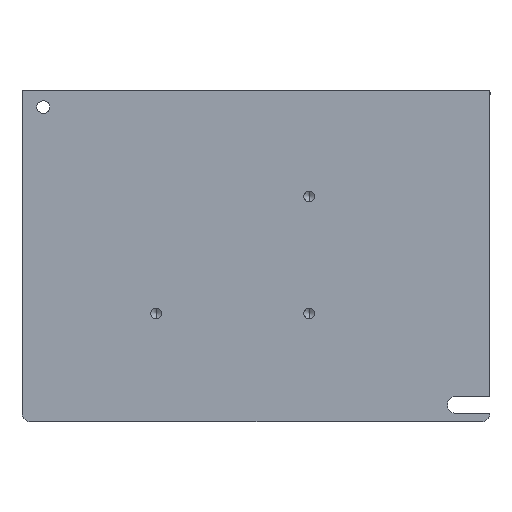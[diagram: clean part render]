
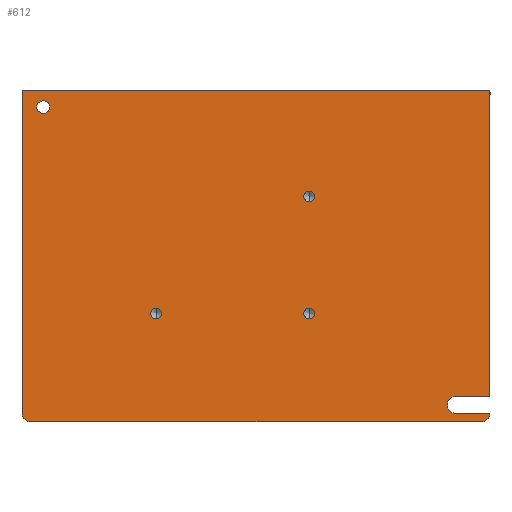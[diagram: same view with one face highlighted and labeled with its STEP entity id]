
A CAD part, front view. The second image highlights one B-rep face of the part: STEP entity #612.
In plain terms, the highlighted planar face has unit normal (0, -1, 0).
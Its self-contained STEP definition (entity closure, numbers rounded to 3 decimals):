
#2 = LINE ( 'NONE', #1351, #228 ) ;
#6 = CARTESIAN_POINT ( 'NONE',  ( 0., 0., 0. ) ) ;
#14 = ORIENTED_EDGE ( 'NONE', *, *, #514, .F. ) ;
#28 = CIRCLE ( 'NONE', #1305, 1.25 ) ;
#55 = CARTESIAN_POINT ( 'NONE',  ( 67.5, 0., -53.75 ) ) ;
#59 = CARTESIAN_POINT ( 'NONE',  ( 31.5, 0., -51.25 ) ) ;
#65 = DIRECTION ( 'NONE',  ( 0., 0., -1. ) ) ;
#66 = EDGE_CURVE ( 'NONE', #810, #234, #768, .T. ) ;
#78 = VERTEX_POINT ( 'NONE', #282 ) ;
#89 = VERTEX_POINT ( 'NONE', #530 ) ;
#119 = CIRCLE ( 'NONE', #160, 1.25 ) ;
#131 = DIRECTION ( 'NONE',  ( 0., -1., 0. ) ) ;
#135 = CARTESIAN_POINT ( 'NONE',  ( 108., 0., -76. ) ) ;
#137 = EDGE_CURVE ( 'NONE', #1099, #267, #184, .T. ) ;
#142 = VECTOR ( 'NONE', #969, 1000. ) ;
#143 = VECTOR ( 'NONE', #534, 1000. ) ;
#157 = FACE_BOUND ( 'NONE', #790, .T. ) ;
#160 = AXIS2_PLACEMENT_3D ( 'NONE', #559, #1151, #1360 ) ;
#164 = EDGE_LOOP ( 'NONE', ( #476, #777 ) ) ;
#166 = ORIENTED_EDGE ( 'NONE', *, *, #910, .F. ) ;
#176 = CARTESIAN_POINT ( 'NONE',  ( 5., 0., -2.5 ) ) ;
#177 = CARTESIAN_POINT ( 'NONE',  ( 67.5, 0., -25. ) ) ;
#179 = EDGE_CURVE ( 'NONE', #576, #1043, #1012, .T. ) ;
#184 = LINE ( 'NONE', #309, #143 ) ;
#188 = EDGE_CURVE ( 'NONE', #267, #251, #1040, .T. ) ;
#190 = CARTESIAN_POINT ( 'NONE',  ( 0., 0., -76. ) ) ;
#213 = EDGE_CURVE ( 'NONE', #1428, #1240, #957, .T. ) ;
#228 = VECTOR ( 'NONE', #763, 1000. ) ;
#233 = AXIS2_PLACEMENT_3D ( 'NONE', #247, #131, #920 ) ;
#234 = VERTEX_POINT ( 'NONE', #683 ) ;
#235 = DIRECTION ( 'NONE',  ( 0., -1., 0. ) ) ;
#247 = CARTESIAN_POINT ( 'NONE',  ( 31.5, 0., -52.5 ) ) ;
#251 = VERTEX_POINT ( 'NONE', #557 ) ;
#258 = EDGE_CURVE ( 'NONE', #1120, #78, #1076, .T. ) ;
#267 = VERTEX_POINT ( 'NONE', #6 ) ;
#282 = CARTESIAN_POINT ( 'NONE',  ( 31.5, 0., -53.75 ) ) ;
#291 = DIRECTION ( 'NONE',  ( 0., 0., -1. ) ) ;
#305 = AXIS2_PLACEMENT_3D ( 'NONE', #307, #1117, #424 ) ;
#307 = CARTESIAN_POINT ( 'NONE',  ( 67.5, 0., -52.5 ) ) ;
#309 = CARTESIAN_POINT ( 'NONE',  ( 0., 0., 0. ) ) ;
#315 = DIRECTION ( 'NONE',  ( 0., -1., 0. ) ) ;
#329 = CIRCLE ( 'NONE', #919, 1.5 ) ;
#376 = AXIS2_PLACEMENT_3D ( 'NONE', #135, #235, #1382 ) ;
#378 = VECTOR ( 'NONE', #1397, 1000. ) ;
#385 = EDGE_CURVE ( 'NONE', #1428, #449, #974, .T. ) ;
#402 = CARTESIAN_POINT ( 'NONE',  ( 102., 0., -76. ) ) ;
#424 = DIRECTION ( 'NONE',  ( 0., 0., -1. ) ) ;
#440 = DIRECTION ( 'NONE',  ( 0., -1., 0. ) ) ;
#449 = VERTEX_POINT ( 'NONE', #1293 ) ;
#467 = AXIS2_PLACEMENT_3D ( 'NONE', #1124, #315, #1238 ) ;
#476 = ORIENTED_EDGE ( 'NONE', *, *, #179, .F. ) ;
#485 = FACE_OUTER_BOUND ( 'NONE', #884, .T. ) ;
#494 = CARTESIAN_POINT ( 'NONE',  ( 31.5, 0., -52.5 ) ) ;
#506 = VERTEX_POINT ( 'NONE', #176 ) ;
#512 = ORIENTED_EDGE ( 'NONE', *, *, #258, .F. ) ;
#514 = EDGE_CURVE ( 'NONE', #78, #1120, #28, .T. ) ;
#524 = CARTESIAN_POINT ( 'NONE',  ( 0., 0., 0. ) ) ;
#525 = VERTEX_POINT ( 'NONE', #1318 ) ;
#530 = CARTESIAN_POINT ( 'NONE',  ( 102., 0., -76. ) ) ;
#532 = VERTEX_POINT ( 'NONE', #1087 ) ;
#534 = DIRECTION ( 'NONE',  ( 0., 0., 1. ) ) ;
#545 = DIRECTION ( 'NONE',  ( 0., 0., -1. ) ) ;
#548 = ORIENTED_EDGE ( 'NONE', *, *, #137, .F. ) ;
#557 = CARTESIAN_POINT ( 'NONE',  ( 110., 0., 0. ) ) ;
#559 = CARTESIAN_POINT ( 'NONE',  ( 67.5, 0., -25. ) ) ;
#561 = CARTESIAN_POINT ( 'NONE',  ( 110., 0., -72. ) ) ;
#569 = EDGE_CURVE ( 'NONE', #89, #1240, #1437, .T. ) ;
#576 = VERTEX_POINT ( 'NONE', #55 ) ;
#586 = EDGE_LOOP ( 'NONE', ( #696, #984 ) ) ;
#601 = EDGE_CURVE ( 'NONE', #684, #532, #2, .T. ) ;
#604 = DIRECTION ( 'NONE',  ( 0., -1., 0. ) ) ;
#606 = CIRCLE ( 'NONE', #1221, 1.25 ) ;
#611 = ORIENTED_EDGE ( 'NONE', *, *, #385, .F. ) ;
#612 = ADVANCED_FACE ( 'NONE', ( #485, #1228, #728, #1037, #157 ), #995, .T. ) ;
#619 = DIRECTION ( 'NONE',  ( 0., 0., -1. ) ) ;
#624 = CARTESIAN_POINT ( 'NONE',  ( 108., 0., -78. ) ) ;
#626 = AXIS2_PLACEMENT_3D ( 'NONE', #1023, #440, #545 ) ;
#627 = CARTESIAN_POINT ( 'NONE',  ( 102., 0., -74. ) ) ;
#650 = CIRCLE ( 'NONE', #467, 1.5 ) ;
#651 = CIRCLE ( 'NONE', #1002, 2. ) ;
#661 = EDGE_CURVE ( 'NONE', #506, #525, #650, .T. ) ;
#665 = CARTESIAN_POINT ( 'NONE',  ( 67.5, 0., -26.25 ) ) ;
#673 = VECTOR ( 'NONE', #1338, 1000. ) ;
#683 = CARTESIAN_POINT ( 'NONE',  ( 67.5, 0., -23.75 ) ) ;
#684 = VERTEX_POINT ( 'NONE', #561 ) ;
#696 = ORIENTED_EDGE ( 'NONE', *, *, #66, .F. ) ;
#728 = FACE_BOUND ( 'NONE', #586, .T. ) ;
#755 = DIRECTION ( 'NONE',  ( 0., -1., 0. ) ) ;
#763 = DIRECTION ( 'NONE',  ( -1., 0., 0. ) ) ;
#768 = CIRCLE ( 'NONE', #1128, 1.25 ) ;
#777 = ORIENTED_EDGE ( 'NONE', *, *, #1127, .F. ) ;
#785 = CARTESIAN_POINT ( 'NONE',  ( 67.5, 0., -52.5 ) ) ;
#790 = EDGE_LOOP ( 'NONE', ( #14, #512 ) ) ;
#799 = CIRCLE ( 'NONE', #626, 2. ) ;
#810 = VERTEX_POINT ( 'NONE', #665 ) ;
#811 = EDGE_CURVE ( 'NONE', #1099, #449, #799, .T. ) ;
#830 = ORIENTED_EDGE ( 'NONE', *, *, #661, .F. ) ;
#835 = CARTESIAN_POINT ( 'NONE',  ( 0., 0., -78. ) ) ;
#842 = ORIENTED_EDGE ( 'NONE', *, *, #811, .T. ) ;
#871 = ORIENTED_EDGE ( 'NONE', *, *, #213, .T. ) ;
#884 = EDGE_LOOP ( 'NONE', ( #1430, #166, #1132, #548, #842, #611, #871, #1106, #940 ) ) ;
#895 = DIRECTION ( 'NONE',  ( 0., -1., 0. ) ) ;
#897 = CARTESIAN_POINT ( 'NONE',  ( 110., 0., -76. ) ) ;
#910 = EDGE_CURVE ( 'NONE', #251, #684, #934, .T. ) ;
#919 = AXIS2_PLACEMENT_3D ( 'NONE', #988, #998, #291 ) ;
#920 = DIRECTION ( 'NONE',  ( 0., 0., -1. ) ) ;
#934 = LINE ( 'NONE', #1189, #378 ) ;
#940 = ORIENTED_EDGE ( 'NONE', *, *, #1119, .F. ) ;
#955 = VECTOR ( 'NONE', #987, 1000. ) ;
#957 = CIRCLE ( 'NONE', #376, 2. ) ;
#961 = ORIENTED_EDGE ( 'NONE', *, *, #1100, .F. ) ;
#969 = DIRECTION ( 'NONE',  ( -1., 0., 0. ) ) ;
#974 = LINE ( 'NONE', #835, #142 ) ;
#976 = EDGE_LOOP ( 'NONE', ( #961, #830 ) ) ;
#984 = ORIENTED_EDGE ( 'NONE', *, *, #1394, .F. ) ;
#987 = DIRECTION ( 'NONE',  ( 1., 0., 0. ) ) ;
#988 = CARTESIAN_POINT ( 'NONE',  ( 5., 0., -4. ) ) ;
#995 = PLANE ( 'NONE',  #1346 ) ;
#998 = DIRECTION ( 'NONE',  ( 0., -1., 0. ) ) ;
#1002 = AXIS2_PLACEMENT_3D ( 'NONE', #627, #755, #65 ) ;
#1004 = DIRECTION ( 'NONE',  ( 0., -1., 0. ) ) ;
#1010 = DIRECTION ( 'NONE',  ( 0., 0., -1. ) ) ;
#1012 = CIRCLE ( 'NONE', #305, 1.25 ) ;
#1018 = DIRECTION ( 'NONE',  ( 0., 0., -1. ) ) ;
#1023 = CARTESIAN_POINT ( 'NONE',  ( 2., 0., -76. ) ) ;
#1037 = FACE_BOUND ( 'NONE', #164, .T. ) ;
#1040 = LINE ( 'NONE', #524, #673 ) ;
#1043 = VERTEX_POINT ( 'NONE', #1329 ) ;
#1076 = CIRCLE ( 'NONE', #233, 1.25 ) ;
#1087 = CARTESIAN_POINT ( 'NONE',  ( 102., 0., -72. ) ) ;
#1099 = VERTEX_POINT ( 'NONE', #190 ) ;
#1100 = EDGE_CURVE ( 'NONE', #525, #506, #329, .T. ) ;
#1106 = ORIENTED_EDGE ( 'NONE', *, *, #569, .F. ) ;
#1117 = DIRECTION ( 'NONE',  ( 0., -1., 0. ) ) ;
#1119 = EDGE_CURVE ( 'NONE', #532, #89, #651, .T. ) ;
#1120 = VERTEX_POINT ( 'NONE', #59 ) ;
#1124 = CARTESIAN_POINT ( 'NONE',  ( 5., 0., -4. ) ) ;
#1127 = EDGE_CURVE ( 'NONE', #1043, #576, #606, .T. ) ;
#1128 = AXIS2_PLACEMENT_3D ( 'NONE', #177, #1200, #619 ) ;
#1132 = ORIENTED_EDGE ( 'NONE', *, *, #188, .F. ) ;
#1151 = DIRECTION ( 'NONE',  ( 0., -1., 0. ) ) ;
#1189 = CARTESIAN_POINT ( 'NONE',  ( 110., 0., 0. ) ) ;
#1200 = DIRECTION ( 'NONE',  ( 0., -1., 0. ) ) ;
#1221 = AXIS2_PLACEMENT_3D ( 'NONE', #785, #1004, #1018 ) ;
#1228 = FACE_BOUND ( 'NONE', #976, .T. ) ;
#1238 = DIRECTION ( 'NONE',  ( 0., 0., -1. ) ) ;
#1240 = VERTEX_POINT ( 'NONE', #897 ) ;
#1293 = CARTESIAN_POINT ( 'NONE',  ( 2., 0., -78. ) ) ;
#1305 = AXIS2_PLACEMENT_3D ( 'NONE', #494, #604, #1326 ) ;
#1318 = CARTESIAN_POINT ( 'NONE',  ( 5., 0., -5.5 ) ) ;
#1326 = DIRECTION ( 'NONE',  ( 0., 0., -1. ) ) ;
#1329 = CARTESIAN_POINT ( 'NONE',  ( 67.5, 0., -51.25 ) ) ;
#1337 = CARTESIAN_POINT ( 'NONE',  ( 0., 0., 0. ) ) ;
#1338 = DIRECTION ( 'NONE',  ( 1., 0., 0. ) ) ;
#1346 = AXIS2_PLACEMENT_3D ( 'NONE', #1337, #895, #1010 ) ;
#1351 = CARTESIAN_POINT ( 'NONE',  ( 102., 0., -72. ) ) ;
#1360 = DIRECTION ( 'NONE',  ( 0., 0., -1. ) ) ;
#1382 = DIRECTION ( 'NONE',  ( 0., 0., -1. ) ) ;
#1394 = EDGE_CURVE ( 'NONE', #234, #810, #119, .T. ) ;
#1397 = DIRECTION ( 'NONE',  ( 0., 0., -1. ) ) ;
#1428 = VERTEX_POINT ( 'NONE', #624 ) ;
#1430 = ORIENTED_EDGE ( 'NONE', *, *, #601, .F. ) ;
#1437 = LINE ( 'NONE', #402, #955 ) ;
